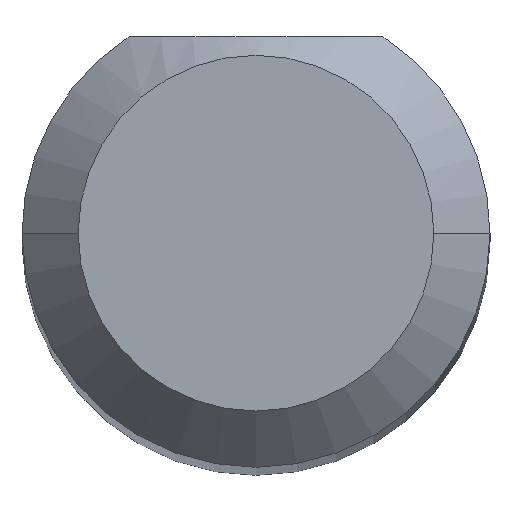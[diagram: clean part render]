
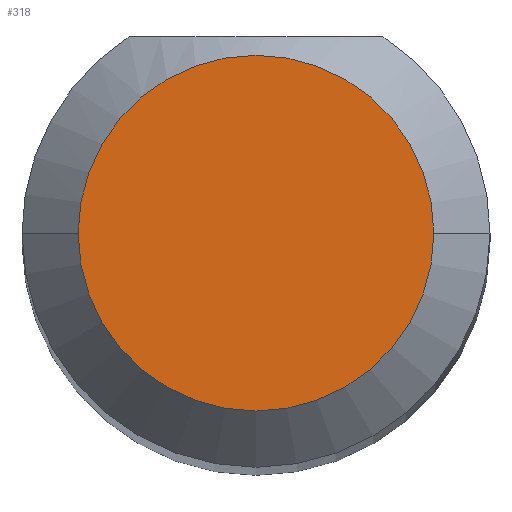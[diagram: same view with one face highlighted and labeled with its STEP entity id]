
A CAD part, top view. The second image highlights one B-rep face of the part: STEP entity #318.
In plain terms, the highlighted planar face has unit normal (0, 0, 1).
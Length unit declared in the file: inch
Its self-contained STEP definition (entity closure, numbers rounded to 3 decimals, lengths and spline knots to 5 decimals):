
#37 = DIRECTION ( 'NONE',  ( -1., 0., 0. ) ) ;
#95 = CARTESIAN_POINT ( 'NONE',  ( 0.25, 0., 1.5 ) ) ;
#120 = DIRECTION ( 'NONE',  ( -1., 0., 0. ) ) ;
#160 = DIRECTION ( 'NONE',  ( 0., 0., -1. ) ) ;
#167 = CIRCLE ( 'NONE', #523, 0.0475 ) ;
#232 = DIRECTION ( 'NONE',  ( 0., 0., -1. ) ) ;
#244 = EDGE_CURVE ( 'NONE', #702, #557, #167, .T. ) ;
#276 = CARTESIAN_POINT ( 'NONE',  ( 0.25, 0., 1.5 ) ) ;
#296 = AXIS2_PLACEMENT_3D ( 'NONE', #95, #554, #37 ) ;
#297 = ORIENTED_EDGE ( 'NONE', *, *, #354, .F. ) ;
#318 = ADVANCED_FACE ( 'NONE', ( #435 ), #379, .T. ) ;
#325 = CARTESIAN_POINT ( 'NONE',  ( 0.2025, 0., 1.5 ) ) ;
#354 = EDGE_CURVE ( 'NONE', #557, #702, #566, .T. ) ;
#373 = EDGE_LOOP ( 'NONE', ( #421, #297 ) ) ;
#379 = PLANE ( 'NONE',  #296 ) ;
#421 = ORIENTED_EDGE ( 'NONE', *, *, #244, .F. ) ;
#435 = FACE_OUTER_BOUND ( 'NONE', #373, .T. ) ;
#464 = AXIS2_PLACEMENT_3D ( 'NONE', #276, #232, #120 ) ;
#491 = DIRECTION ( 'NONE',  ( -1., 0., 0. ) ) ;
#523 = AXIS2_PLACEMENT_3D ( 'NONE', #680, #160, #491 ) ;
#554 = DIRECTION ( 'NONE',  ( 0., 0., 1. ) ) ;
#557 = VERTEX_POINT ( 'NONE', #325 ) ;
#566 = CIRCLE ( 'NONE', #464, 0.0475 ) ;
#680 = CARTESIAN_POINT ( 'NONE',  ( 0.25, 0., 1.5 ) ) ;
#686 = CARTESIAN_POINT ( 'NONE',  ( 0.2975, 0., 1.5 ) ) ;
#702 = VERTEX_POINT ( 'NONE', #686 ) ;
